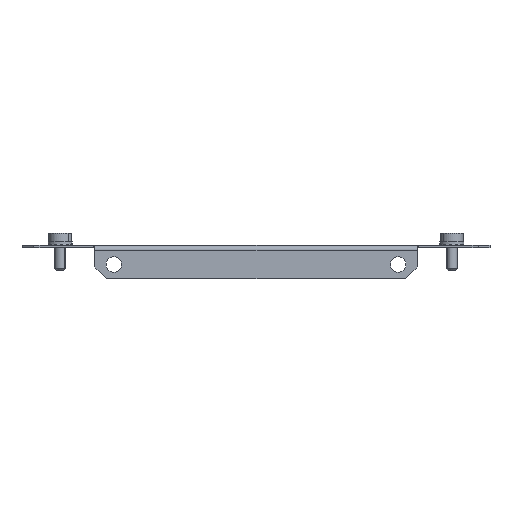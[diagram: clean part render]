
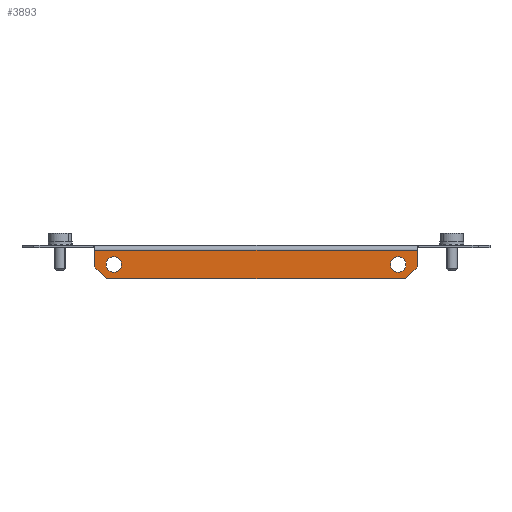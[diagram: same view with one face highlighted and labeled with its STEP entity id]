
A CAD part, front view. The second image highlights one B-rep face of the part: STEP entity #3893.
In plain terms, the highlighted planar face has unit normal (0, -1, 0).
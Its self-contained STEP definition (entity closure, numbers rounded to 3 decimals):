
#30 = CIRCLE ( 'NONE', #2040, 3.25 ) ;
#104 = CARTESIAN_POINT ( 'NONE',  ( -62.5, -49.5, -14. ) ) ;
#109 = DIRECTION ( 'NONE',  ( 1., 0., 0. ) ) ;
#124 = ORIENTED_EDGE ( 'NONE', *, *, #1691, .T. ) ;
#167 = CARTESIAN_POINT ( 'NONE',  ( 38.25, -49.5, -38.25 ) ) ;
#270 = DIRECTION ( 'NONE',  ( 0.707, 0., 0.707 ) ) ;
#274 = DIRECTION ( 'NONE',  ( 0., 0., 1. ) ) ;
#495 = DIRECTION ( 'NONE',  ( 0.707, 0., -0.707 ) ) ;
#527 = CARTESIAN_POINT ( 'NONE',  ( -59.5, -49.5, -11.25 ) ) ;
#545 = VECTOR ( 'NONE', #754, 1000. ) ;
#560 = LINE ( 'NONE', #903, #795 ) ;
#590 = ORIENTED_EDGE ( 'NONE', *, *, #2171, .F. ) ;
#609 = CARTESIAN_POINT ( 'NONE',  ( -67.5, -49.5, -9. ) ) ;
#617 = EDGE_LOOP ( 'NONE', ( #4610, #590 ) ) ;
#628 = AXIS2_PLACEMENT_3D ( 'NONE', #2385, #2741, #4202 ) ;
#660 = LINE ( 'NONE', #4077, #545 ) ;
#705 = EDGE_CURVE ( 'NONE', #2190, #1483, #660, .T. ) ;
#754 = DIRECTION ( 'NONE',  ( -1., 0., 0. ) ) ;
#795 = VECTOR ( 'NONE', #495, 1000. ) ;
#885 = EDGE_CURVE ( 'NONE', #1483, #1938, #1588, .T. ) ;
#903 = CARTESIAN_POINT ( 'NONE',  ( -38.25, -49.5, -38.25 ) ) ;
#939 = CARTESIAN_POINT ( 'NONE',  ( -67.5, -49.5, -2. ) ) ;
#946 = CARTESIAN_POINT ( 'NONE',  ( 0., -49.5, 0. ) ) ;
#1011 = VERTEX_POINT ( 'NONE', #104 ) ;
#1022 = CIRCLE ( 'NONE', #628, 3.25 ) ;
#1042 = AXIS2_PLACEMENT_3D ( 'NONE', #3520, #4708, #274 ) ;
#1135 = VECTOR ( 'NONE', #3431, 1000. ) ;
#1206 = AXIS2_PLACEMENT_3D ( 'NONE', #946, #3132, #4213 ) ;
#1208 = CARTESIAN_POINT ( 'NONE',  ( -67.5, -49.5, 0. ) ) ;
#1230 = VERTEX_POINT ( 'NONE', #2163 ) ;
#1347 = VERTEX_POINT ( 'NONE', #527 ) ;
#1449 = VERTEX_POINT ( 'NONE', #3816 ) ;
#1458 = EDGE_CURVE ( 'NONE', #2876, #2742, #3375, .T. ) ;
#1483 = VERTEX_POINT ( 'NONE', #939 ) ;
#1588 = LINE ( 'NONE', #1208, #1135 ) ;
#1610 = FACE_OUTER_BOUND ( 'NONE', #2675, .T. ) ;
#1638 = ORIENTED_EDGE ( 'NONE', *, *, #3783, .T. ) ;
#1664 = DIRECTION ( 'NONE',  ( 0., 0., 1. ) ) ;
#1691 = EDGE_CURVE ( 'NONE', #1449, #1347, #1022, .T. ) ;
#1803 = AXIS2_PLACEMENT_3D ( 'NONE', #2310, #1951, #1664 ) ;
#1805 = VECTOR ( 'NONE', #109, 1000. ) ;
#1884 = ORIENTED_EDGE ( 'NONE', *, *, #3031, .T. ) ;
#1932 = LINE ( 'NONE', #3750, #1805 ) ;
#1938 = VERTEX_POINT ( 'NONE', #609 ) ;
#1951 = DIRECTION ( 'NONE',  ( 0., -1., 0. ) ) ;
#2032 = CIRCLE ( 'NONE', #1803, 3.25 ) ;
#2040 = AXIS2_PLACEMENT_3D ( 'NONE', #4054, #4076, #2977 ) ;
#2141 = EDGE_CURVE ( 'NONE', #1938, #1011, #560, .T. ) ;
#2163 = CARTESIAN_POINT ( 'NONE',  ( 59.5, -49.5, -4.75 ) ) ;
#2171 = EDGE_CURVE ( 'NONE', #2433, #1230, #2032, .T. ) ;
#2190 = VERTEX_POINT ( 'NONE', #2757 ) ;
#2232 = CARTESIAN_POINT ( 'NONE',  ( 62.5, -49.5, -14. ) ) ;
#2297 = ORIENTED_EDGE ( 'NONE', *, *, #705, .T. ) ;
#2310 = CARTESIAN_POINT ( 'NONE',  ( 59.5, -49.5, -8. ) ) ;
#2330 = EDGE_LOOP ( 'NONE', ( #124, #1638 ) ) ;
#2385 = CARTESIAN_POINT ( 'NONE',  ( -59.5, -49.5, -8. ) ) ;
#2419 = CARTESIAN_POINT ( 'NONE',  ( 67.5, -49.5, -9. ) ) ;
#2421 = FACE_BOUND ( 'NONE', #2330, .T. ) ;
#2433 = VERTEX_POINT ( 'NONE', #4370 ) ;
#2609 = CARTESIAN_POINT ( 'NONE',  ( 67.5, -49.5, 0. ) ) ;
#2633 = DIRECTION ( 'NONE',  ( 0., 0., 1. ) ) ;
#2675 = EDGE_LOOP ( 'NONE', ( #2726, #4148, #1884, #2297, #4141, #3231 ) ) ;
#2726 = ORIENTED_EDGE ( 'NONE', *, *, #3418, .T. ) ;
#2727 = VECTOR ( 'NONE', #2633, 1000. ) ;
#2741 = DIRECTION ( 'NONE',  ( 0., 1., 0. ) ) ;
#2742 = VERTEX_POINT ( 'NONE', #2419 ) ;
#2757 = CARTESIAN_POINT ( 'NONE',  ( 67.5, -49.5, -2. ) ) ;
#2876 = VERTEX_POINT ( 'NONE', #2232 ) ;
#2977 = DIRECTION ( 'NONE',  ( 0., 0., 1. ) ) ;
#3031 = EDGE_CURVE ( 'NONE', #2742, #2190, #4090, .T. ) ;
#3132 = DIRECTION ( 'NONE',  ( 0., -1., 0. ) ) ;
#3231 = ORIENTED_EDGE ( 'NONE', *, *, #2141, .T. ) ;
#3375 = LINE ( 'NONE', #167, #4556 ) ;
#3418 = EDGE_CURVE ( 'NONE', #1011, #2876, #1932, .T. ) ;
#3431 = DIRECTION ( 'NONE',  ( 0., 0., -1. ) ) ;
#3520 = CARTESIAN_POINT ( 'NONE',  ( 59.5, -49.5, -8. ) ) ;
#3750 = CARTESIAN_POINT ( 'NONE',  ( 0., -49.5, -14. ) ) ;
#3783 = EDGE_CURVE ( 'NONE', #1347, #1449, #30, .T. ) ;
#3816 = CARTESIAN_POINT ( 'NONE',  ( -59.5, -49.5, -4.75 ) ) ;
#3893 = ADVANCED_FACE ( 'NONE', ( #4559, #2421, #1610 ), #4142, .T. ) ;
#4032 = CIRCLE ( 'NONE', #1042, 3.25 ) ;
#4054 = CARTESIAN_POINT ( 'NONE',  ( -59.5, -49.5, -8. ) ) ;
#4076 = DIRECTION ( 'NONE',  ( 0., 1., 0. ) ) ;
#4077 = CARTESIAN_POINT ( 'NONE',  ( 0., -49.5, -2. ) ) ;
#4090 = LINE ( 'NONE', #2609, #2727 ) ;
#4120 = EDGE_CURVE ( 'NONE', #1230, #2433, #4032, .T. ) ;
#4141 = ORIENTED_EDGE ( 'NONE', *, *, #885, .T. ) ;
#4142 = PLANE ( 'NONE',  #1206 ) ;
#4148 = ORIENTED_EDGE ( 'NONE', *, *, #1458, .T. ) ;
#4202 = DIRECTION ( 'NONE',  ( 0., 0., 1. ) ) ;
#4213 = DIRECTION ( 'NONE',  ( 0., 0., 1. ) ) ;
#4370 = CARTESIAN_POINT ( 'NONE',  ( 59.5, -49.5, -11.25 ) ) ;
#4556 = VECTOR ( 'NONE', #270, 1000. ) ;
#4559 = FACE_BOUND ( 'NONE', #617, .T. ) ;
#4610 = ORIENTED_EDGE ( 'NONE', *, *, #4120, .F. ) ;
#4708 = DIRECTION ( 'NONE',  ( 0., -1., 0. ) ) ;
